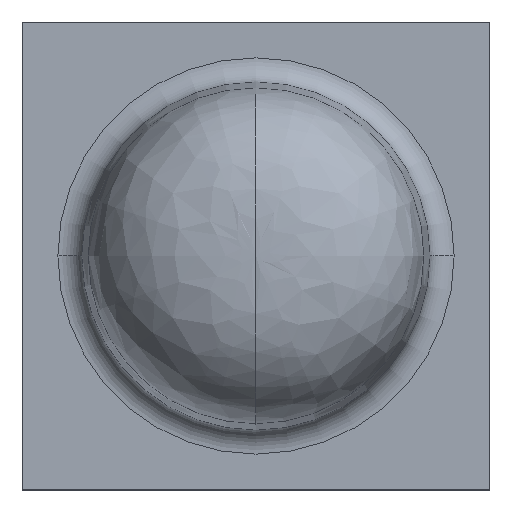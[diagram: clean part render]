
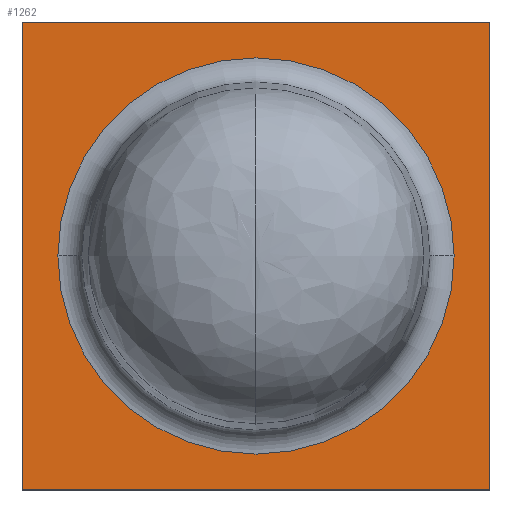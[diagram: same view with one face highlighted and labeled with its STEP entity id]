
A CAD part, top view. The second image highlights one B-rep face of the part: STEP entity #1262.
In plain terms, the highlighted planar face has unit normal (0, 0, 1).
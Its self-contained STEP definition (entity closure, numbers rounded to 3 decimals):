
#21 = DIRECTION ( 'NONE',  ( 1., 0., 0. ) ) ;
#51 = CARTESIAN_POINT ( 'NONE',  ( 0., -1.447, 0.554 ) ) ;
#58 = DIRECTION ( 'NONE',  ( 0., 0., -1. ) ) ;
#146 = DIRECTION ( 'NONE',  ( 0., 0., -1. ) ) ;
#151 = CARTESIAN_POINT ( 'NONE',  ( 1.925, -1.925, 0.554 ) ) ;
#155 = CARTESIAN_POINT ( 'NONE',  ( 1.925, 1.925, 0.554 ) ) ;
#156 = VERTEX_POINT ( 'NONE', #1694 ) ;
#158 = VECTOR ( 'NONE', #21, 1000. ) ;
#245 = DIRECTION ( 'NONE',  ( 0., 1., 0. ) ) ;
#260 = DIRECTION ( 'NONE',  ( -1., 0., 0. ) ) ;
#262 = CARTESIAN_POINT ( 'NONE',  ( 0., 0., 0.554 ) ) ;
#274 = DIRECTION ( 'NONE',  ( 0., 0., -1. ) ) ;
#328 = EDGE_LOOP ( 'NONE', ( #417, #1477, #408, #764 ) ) ;
#357 = CARTESIAN_POINT ( 'NONE',  ( 1.925, -1.447, 0.554 ) ) ;
#366 = VECTOR ( 'NONE', #260, 1000. ) ;
#397 = VECTOR ( 'NONE', #245, 1000. ) ;
#407 = EDGE_CURVE ( 'NONE', #416, #728, #1046, .T. ) ;
#408 = ORIENTED_EDGE ( 'NONE', *, *, #1163, .F. ) ;
#416 = VERTEX_POINT ( 'NONE', #151 ) ;
#417 = ORIENTED_EDGE ( 'NONE', *, *, #933, .F. ) ;
#500 = EDGE_CURVE ( 'NONE', #895, #1052, #817, .T. ) ;
#505 = VERTEX_POINT ( 'NONE', #1058 ) ;
#564 = EDGE_LOOP ( 'NONE', ( #1086, #685 ) ) ;
#584 = PLANE ( 'NONE',  #737 ) ;
#612 = AXIS2_PLACEMENT_3D ( 'NONE', #1322, #146, #1201 ) ;
#617 = LINE ( 'NONE', #1044, #397 ) ;
#620 = CARTESIAN_POINT ( 'NONE',  ( -1.925, -1.925, 0.554 ) ) ;
#639 = EDGE_CURVE ( 'NONE', #505, #156, #882, .T. ) ;
#662 = DIRECTION ( 'NONE',  ( -1., 0., 0. ) ) ;
#685 = ORIENTED_EDGE ( 'NONE', *, *, #500, .T. ) ;
#728 = VERTEX_POINT ( 'NONE', #1404 ) ;
#733 = FACE_OUTER_BOUND ( 'NONE', #328, .T. ) ;
#737 = AXIS2_PLACEMENT_3D ( 'NONE', #51, #58, #1372 ) ;
#750 = CARTESIAN_POINT ( 'NONE',  ( 1.63, 0., 0.554 ) ) ;
#764 = ORIENTED_EDGE ( 'NONE', *, *, #639, .F. ) ;
#817 = CIRCLE ( 'NONE', #612, 1.63 ) ;
#882 = LINE ( 'NONE', #155, #158 ) ;
#895 = VERTEX_POINT ( 'NONE', #750 ) ;
#933 = EDGE_CURVE ( 'NONE', #728, #505, #617, .T. ) ;
#959 = CIRCLE ( 'NONE', #1696, 1.63 ) ;
#1035 = EDGE_CURVE ( 'NONE', #1052, #895, #959, .T. ) ;
#1044 = CARTESIAN_POINT ( 'NONE',  ( -1.925, 1.447, 0.554 ) ) ;
#1046 = LINE ( 'NONE', #620, #366 ) ;
#1052 = VERTEX_POINT ( 'NONE', #1061 ) ;
#1058 = CARTESIAN_POINT ( 'NONE',  ( -1.925, 1.925, 0.554 ) ) ;
#1060 = LINE ( 'NONE', #357, #1147 ) ;
#1061 = CARTESIAN_POINT ( 'NONE',  ( -1.63, 0., 0.554 ) ) ;
#1082 = FACE_BOUND ( 'NONE', #564, .T. ) ;
#1086 = ORIENTED_EDGE ( 'NONE', *, *, #1035, .T. ) ;
#1147 = VECTOR ( 'NONE', #1312, 1000. ) ;
#1163 = EDGE_CURVE ( 'NONE', #156, #416, #1060, .T. ) ;
#1201 = DIRECTION ( 'NONE',  ( -1., 0., 0. ) ) ;
#1262 = ADVANCED_FACE ( 'NONE', ( #1082, #733 ), #584, .F. ) ;
#1312 = DIRECTION ( 'NONE',  ( 0., -1., 0. ) ) ;
#1322 = CARTESIAN_POINT ( 'NONE',  ( 0., 0., 0.554 ) ) ;
#1372 = DIRECTION ( 'NONE',  ( -1., 0., 0. ) ) ;
#1404 = CARTESIAN_POINT ( 'NONE',  ( -1.925, -1.925, 0.554 ) ) ;
#1477 = ORIENTED_EDGE ( 'NONE', *, *, #407, .F. ) ;
#1694 = CARTESIAN_POINT ( 'NONE',  ( 1.925, 1.925, 0.554 ) ) ;
#1696 = AXIS2_PLACEMENT_3D ( 'NONE', #262, #274, #662 ) ;
